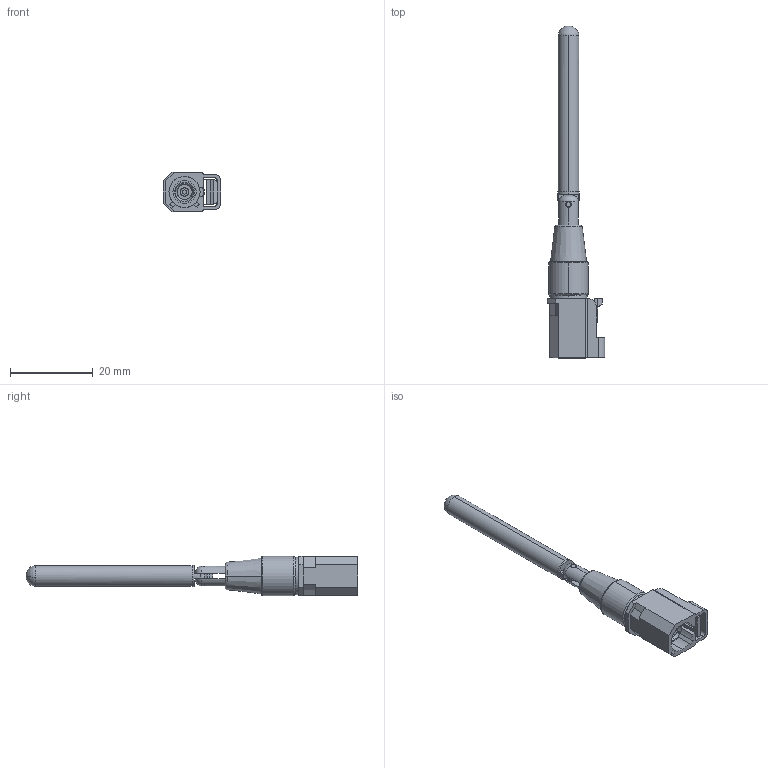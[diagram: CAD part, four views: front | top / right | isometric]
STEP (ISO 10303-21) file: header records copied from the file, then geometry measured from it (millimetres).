
FILE_DESCRIPTION (( 'STEP AP214' ), '1' );
FILE_NAME ('TG.08.0723.STEP', '2022-04-28T09:26:20', ( '' ), ( '' ), 'SwSTEP 2.0', 'SolidWorks 2018', '' );
FILE_SCHEMA (( 'AUTOMOTIVE_DESIGN' ));
Length unit declared in the file: inch
Products named in the file (1): TG.08.0723
Bounding box: 13.8 x 80 x 9.5 mm (x, y, z)
Surface area: 2959.7 mm2 (no closed solid volume)
Topology: 0 solids, 7 shells, 145 faces, 474 edges, 326 vertices
Faces by surface type: plane 77, cylinder 42, cone 14, bspline 8, torus 4
Entity records: 7672 total; most frequent: CARTESIAN_POINT 1657, DIRECTION 856, ORIENTED_EDGE 809, EDGE_CURVE 474, VERTEX_POINT 326, AXIS2_PLACEMENT_3D 296, LINE 264, VECTOR 264
